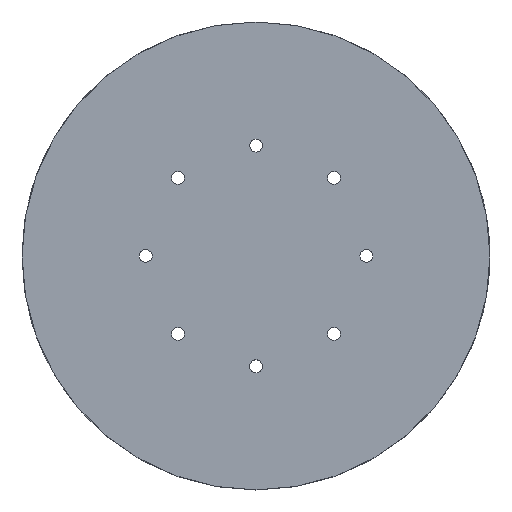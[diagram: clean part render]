
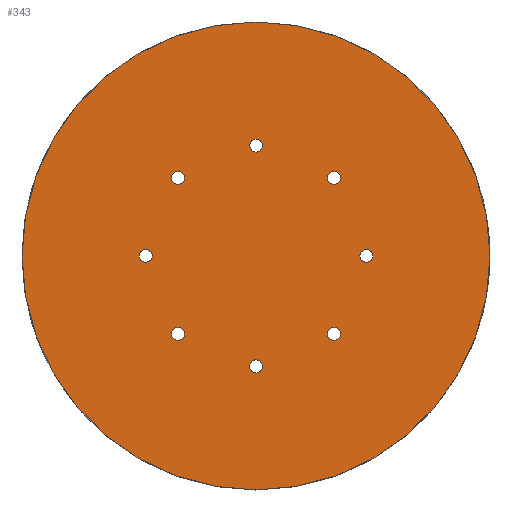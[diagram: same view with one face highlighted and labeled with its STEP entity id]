
A CAD part, top view. The second image highlights one B-rep face of the part: STEP entity #343.
In plain terms, the highlighted planar face has unit normal (0, 0, 1).
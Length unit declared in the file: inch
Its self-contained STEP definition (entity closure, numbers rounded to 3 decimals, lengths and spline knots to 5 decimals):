
#44=FACE_BOUND('',#130,.T.);
#45=FACE_BOUND('',#131,.T.);
#46=FACE_BOUND('',#132,.T.);
#47=FACE_BOUND('',#133,.T.);
#48=FACE_BOUND('',#134,.T.);
#49=FACE_BOUND('',#135,.T.);
#50=FACE_BOUND('',#136,.T.);
#51=FACE_BOUND('',#137,.T.);
#71=CIRCLE('',#374,0.082);
#73=CIRCLE('',#377,0.082);
#75=CIRCLE('',#380,0.082);
#77=CIRCLE('',#383,0.082);
#79=CIRCLE('',#386,0.082);
#81=CIRCLE('',#389,0.082);
#83=CIRCLE('',#392,0.082);
#85=CIRCLE('',#395,0.082);
#87=CIRCLE('',#398,3.);
#114=FACE_OUTER_BOUND('',#129,.T.);
#129=EDGE_LOOP('',(#302));
#130=EDGE_LOOP('',(#303));
#131=EDGE_LOOP('',(#304));
#132=EDGE_LOOP('',(#305));
#133=EDGE_LOOP('',(#306));
#134=EDGE_LOOP('',(#307));
#135=EDGE_LOOP('',(#308));
#136=EDGE_LOOP('',(#309));
#137=EDGE_LOOP('',(#310));
#189=VERTEX_POINT('',#551);
#191=VERTEX_POINT('',#557);
#193=VERTEX_POINT('',#563);
#195=VERTEX_POINT('',#569);
#197=VERTEX_POINT('',#575);
#199=VERTEX_POINT('',#581);
#201=VERTEX_POINT('',#587);
#203=VERTEX_POINT('',#593);
#205=VERTEX_POINT('',#599);
#217=EDGE_CURVE('',#189,#189,#71,.T.);
#220=EDGE_CURVE('',#191,#191,#73,.T.);
#223=EDGE_CURVE('',#193,#193,#75,.T.);
#226=EDGE_CURVE('',#195,#195,#77,.T.);
#229=EDGE_CURVE('',#197,#197,#79,.T.);
#232=EDGE_CURVE('',#199,#199,#81,.T.);
#235=EDGE_CURVE('',#201,#201,#83,.T.);
#238=EDGE_CURVE('',#203,#203,#85,.T.);
#241=EDGE_CURVE('',#205,#205,#87,.T.);
#302=ORIENTED_EDGE('',*,*,#241,.T.);
#303=ORIENTED_EDGE('',*,*,#238,.T.);
#304=ORIENTED_EDGE('',*,*,#235,.T.);
#305=ORIENTED_EDGE('',*,*,#232,.T.);
#306=ORIENTED_EDGE('',*,*,#229,.T.);
#307=ORIENTED_EDGE('',*,*,#226,.T.);
#308=ORIENTED_EDGE('',*,*,#223,.T.);
#309=ORIENTED_EDGE('',*,*,#220,.T.);
#310=ORIENTED_EDGE('',*,*,#217,.T.);
#328=PLANE('',#402);
#343=ADVANCED_FACE('',(#114,#44,#45,#46,#47,#48,#49,#50,#51),#328,.T.);
#374=AXIS2_PLACEMENT_3D('',#552,#438,#439);
#377=AXIS2_PLACEMENT_3D('',#558,#445,#446);
#380=AXIS2_PLACEMENT_3D('',#564,#452,#453);
#383=AXIS2_PLACEMENT_3D('',#570,#459,#460);
#386=AXIS2_PLACEMENT_3D('',#576,#466,#467);
#389=AXIS2_PLACEMENT_3D('',#582,#473,#474);
#392=AXIS2_PLACEMENT_3D('',#588,#480,#481);
#395=AXIS2_PLACEMENT_3D('',#594,#487,#488);
#398=AXIS2_PLACEMENT_3D('',#600,#494,#495);
#402=AXIS2_PLACEMENT_3D('',#606,#503,#504);
#438=DIRECTION('center_axis',(0.,0.,-1.));
#439=DIRECTION('ref_axis',(-1.,0.,0.));
#445=DIRECTION('center_axis',(0.,0.,-1.));
#446=DIRECTION('ref_axis',(-1.,0.,0.));
#452=DIRECTION('center_axis',(0.,0.,-1.));
#453=DIRECTION('ref_axis',(-1.,0.,0.));
#459=DIRECTION('center_axis',(0.,0.,-1.));
#460=DIRECTION('ref_axis',(-1.,0.,0.));
#466=DIRECTION('center_axis',(0.,0.,-1.));
#467=DIRECTION('ref_axis',(-1.,0.,0.));
#473=DIRECTION('center_axis',(0.,0.,-1.));
#474=DIRECTION('ref_axis',(-1.,0.,0.));
#480=DIRECTION('center_axis',(0.,0.,-1.));
#481=DIRECTION('ref_axis',(-1.,0.,0.));
#487=DIRECTION('center_axis',(0.,0.,-1.));
#488=DIRECTION('ref_axis',(-1.,0.,0.));
#494=DIRECTION('center_axis',(0.,0.,1.));
#495=DIRECTION('ref_axis',(1.,0.,0.));
#503=DIRECTION('center_axis',(0.,0.,1.));
#504=DIRECTION('ref_axis',(1.,0.,0.));
#551=CARTESIAN_POINT('',(0.082,-1.41443,0.125));
#552=CARTESIAN_POINT('Origin',(0.,-1.41443,0.125));
#557=CARTESIAN_POINT('',(-1.332,0.,0.125));
#558=CARTESIAN_POINT('Origin',(-1.414,0.,0.125));
#563=CARTESIAN_POINT('',(1.49643,0.,0.125));
#564=CARTESIAN_POINT('Origin',(1.41443,0.,0.125));
#569=CARTESIAN_POINT('',(0.08243,1.414,0.125));
#570=CARTESIAN_POINT('Origin',(0.00043,1.414,0.125));
#575=CARTESIAN_POINT('',(1.082,-1.,0.125));
#576=CARTESIAN_POINT('Origin',(1.,-1.,0.125));
#581=CARTESIAN_POINT('',(-0.918,-1.,0.125));
#582=CARTESIAN_POINT('Origin',(-1.,-1.,0.125));
#587=CARTESIAN_POINT('',(1.082,1.00043,0.125));
#588=CARTESIAN_POINT('Origin',(1.,1.00043,0.125));
#593=CARTESIAN_POINT('',(-0.918,1.,0.125));
#594=CARTESIAN_POINT('Origin',(-1.,1.,0.125));
#599=CARTESIAN_POINT('',(-3.,0.,0.125));
#600=CARTESIAN_POINT('Origin',(0.,0.,0.125));
#606=CARTESIAN_POINT('Origin',(0.,0.,0.125));
